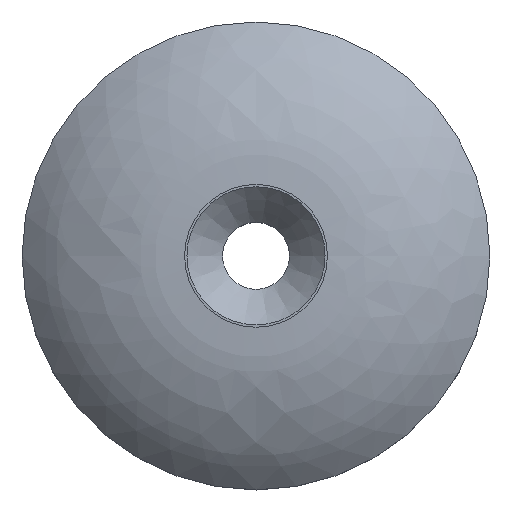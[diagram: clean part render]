
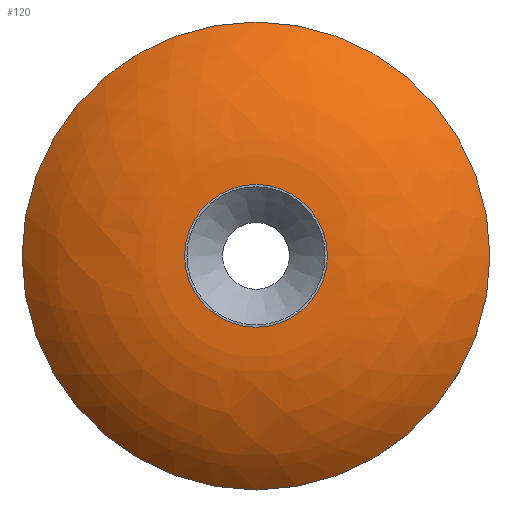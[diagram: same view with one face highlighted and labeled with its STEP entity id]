
A CAD part, top view. The second image highlights one B-rep face of the part: STEP entity #120.
In plain terms, the highlighted free-form (B-spline) face has degree [2, 2] with [3, 9] control points.
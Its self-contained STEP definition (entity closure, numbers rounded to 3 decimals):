
#15=(
BOUNDED_SURFACE()
B_SPLINE_SURFACE(2,2,((#222,#223,#224,#225,#226,#227,#228,#229,#230),(#231,
#232,#233,#234,#235,#236,#237,#238,#239),(#240,#241,#242,#243,#244,#245,
#246,#247,#248)),.UNSPECIFIED.,.F.,.T.,.F.)
B_SPLINE_SURFACE_WITH_KNOTS((3,3),(3,2,2,2,3),(0.774,1.571),
(-3.142,-1.571,0.,1.571,3.142),
 .UNSPECIFIED.)
GEOMETRIC_REPRESENTATION_ITEM()
RATIONAL_B_SPLINE_SURFACE(((1.,0.707,1.,0.707,1.,
0.707,1.,0.707,1.),(0.922,0.652,
0.922,0.652,0.922,0.652,
0.922,0.652,0.922),(1.,0.707,
1.,0.707,1.,0.707,1.,0.707,1.)))
REPRESENTATION_ITEM('')
SURFACE()
);
#29=FACE_OUTER_BOUND('',#39,.T.);
#39=EDGE_LOOP('',(#104,#105,#106,#107,#108));
#51=CIRCLE('',#138,10.5);
#52=CIRCLE('',#139,10.5);
#56=CIRCLE('',#146,3.205);
#59=CIRCLE('',#151,10.2);
#61=VERTEX_POINT('',#197);
#62=VERTEX_POINT('',#199);
#66=VERTEX_POINT('',#213);
#71=EDGE_CURVE('',#62,#61,#51,.T.);
#72=EDGE_CURVE('',#61,#62,#52,.T.);
#78=EDGE_CURVE('',#66,#66,#56,.T.);
#82=EDGE_CURVE('',#66,#62,#59,.T.);
#104=ORIENTED_EDGE('',*,*,#78,.T.);
#105=ORIENTED_EDGE('',*,*,#82,.T.);
#106=ORIENTED_EDGE('',*,*,#71,.T.);
#107=ORIENTED_EDGE('',*,*,#72,.T.);
#108=ORIENTED_EDGE('',*,*,#82,.F.);
#120=ADVANCED_FACE('',(#29),#15,.T.);
#138=AXIS2_PLACEMENT_3D('',#200,#160,#161);
#139=AXIS2_PLACEMENT_3D('',#201,#162,#163);
#146=AXIS2_PLACEMENT_3D('',#214,#178,#179);
#151=AXIS2_PLACEMENT_3D('',#249,#189,#190);
#160=DIRECTION('center_axis',(0.,0.,1.));
#161=DIRECTION('ref_axis',(1.,0.,0.));
#162=DIRECTION('center_axis',(0.,0.,1.));
#163=DIRECTION('ref_axis',(1.,0.,0.));
#178=DIRECTION('center_axis',(0.,0.,-1.));
#179=DIRECTION('ref_axis',(-1.,0.,0.));
#189=DIRECTION('center_axis',(0.,1.,0.));
#190=DIRECTION('ref_axis',(1.,0.,0.));
#197=CARTESIAN_POINT('',(-10.5,0.,2.929));
#199=CARTESIAN_POINT('',(10.5,0.,2.929));
#200=CARTESIAN_POINT('Origin',(0.,0.,2.929));
#201=CARTESIAN_POINT('Origin',(0.,0.,2.929));
#213=CARTESIAN_POINT('',(3.205,0.,6.));
#214=CARTESIAN_POINT('Origin',(0.,0.,6.));
#222=CARTESIAN_POINT('Ctrl Pts',(10.5,0.,2.929));
#223=CARTESIAN_POINT('Ctrl Pts',(10.5,-10.5,2.929));
#224=CARTESIAN_POINT('Ctrl Pts',(0.,-10.5,2.929));
#225=CARTESIAN_POINT('Ctrl Pts',(-10.5,-10.5,2.929));
#226=CARTESIAN_POINT('Ctrl Pts',(-10.5,0.,2.929));
#227=CARTESIAN_POINT('Ctrl Pts',(-10.5,10.5,2.929));
#228=CARTESIAN_POINT('Ctrl Pts',(0.,10.5,2.929));
#229=CARTESIAN_POINT('Ctrl Pts',(10.5,10.5,2.929));
#230=CARTESIAN_POINT('Ctrl Pts',(10.5,0.,2.929));
#231=CARTESIAN_POINT('Ctrl Pts',(7.499,0.,6.));
#232=CARTESIAN_POINT('Ctrl Pts',(7.499,-7.499,6.));
#233=CARTESIAN_POINT('Ctrl Pts',(0.,-7.499,6.));
#234=CARTESIAN_POINT('Ctrl Pts',(-7.499,-7.499,6.));
#235=CARTESIAN_POINT('Ctrl Pts',(-7.499,0.,6.));
#236=CARTESIAN_POINT('Ctrl Pts',(-7.499,7.499,6.));
#237=CARTESIAN_POINT('Ctrl Pts',(0.,7.499,6.));
#238=CARTESIAN_POINT('Ctrl Pts',(7.499,7.499,6.));
#239=CARTESIAN_POINT('Ctrl Pts',(7.499,0.,6.));
#240=CARTESIAN_POINT('Ctrl Pts',(3.205,0.,6.));
#241=CARTESIAN_POINT('Ctrl Pts',(3.205,-3.205,6.));
#242=CARTESIAN_POINT('Ctrl Pts',(0.,-3.205,6.));
#243=CARTESIAN_POINT('Ctrl Pts',(-3.205,-3.205,6.));
#244=CARTESIAN_POINT('Ctrl Pts',(-3.205,0.,6.));
#245=CARTESIAN_POINT('Ctrl Pts',(-3.205,3.205,6.));
#246=CARTESIAN_POINT('Ctrl Pts',(0.,3.205,6.));
#247=CARTESIAN_POINT('Ctrl Pts',(3.205,3.205,6.));
#248=CARTESIAN_POINT('Ctrl Pts',(3.205,0.,6.));
#249=CARTESIAN_POINT('Origin',(3.205,0.,-4.2));
